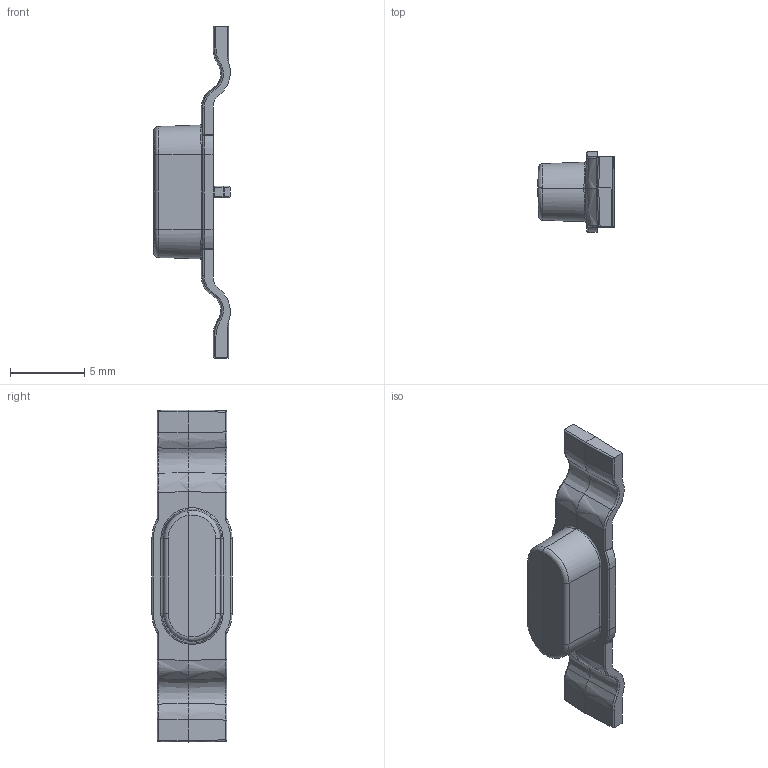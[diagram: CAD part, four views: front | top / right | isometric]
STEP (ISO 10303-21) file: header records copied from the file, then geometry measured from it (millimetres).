
FILE_DESCRIPTION (( 'STEP AP214' ), '1' );
FILE_NAME ('2282 - 003 - SIDE BUTTON - REV04 - 20250514.STEP', '2025-05-14T12:38:57', ( '' ), ( '' ), 'SwSTEP 2.0', 'SolidWorks 2022', '' );
FILE_SCHEMA (( 'AUTOMOTIVE_DESIGN' ));
Length unit declared in the file: millimetre
Products named in the file (1): 2282 - 003 - SIDE BUTTON - REV04 - 20250514
Bounding box: 5.15 x 5.4 x 22.32 mm (x, y, z)
Volume: 157.1 mm3; surface area: 384.5 mm2
Topology: 1 solids, 1 shells, 184 faces, 432 edges, 252 vertices
Faces by surface type: cylinder 68, bspline 50, plane 37, sphere 12, torus 10, cone 7
Entity records: 6377 total; most frequent: CARTESIAN_POINT 2554, ORIENTED_EDGE 864, DIRECTION 724, EDGE_CURVE 432, AXIS2_PLACEMENT_3D 283, VERTEX_POINT 252, EDGE_LOOP 186, FACE_OUTER_BOUND 184
